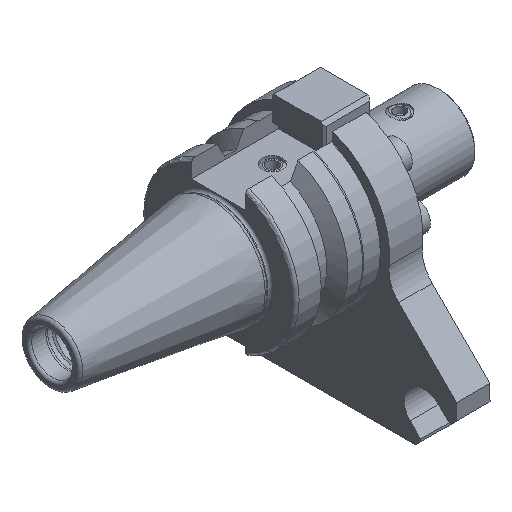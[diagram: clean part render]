
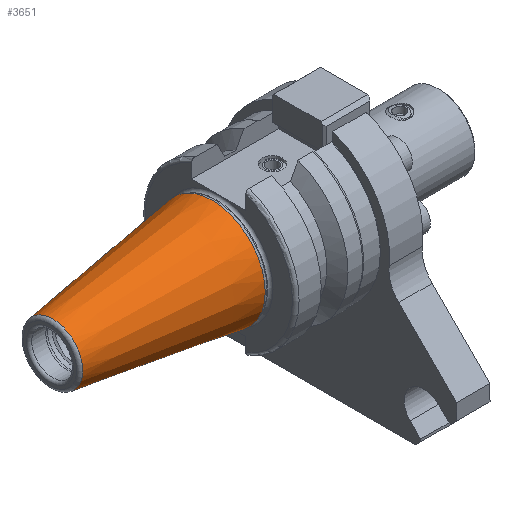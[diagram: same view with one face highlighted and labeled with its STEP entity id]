
A CAD part, isometric view. The second image highlights one B-rep face of the part: STEP entity #3651.
In plain terms, the highlighted conical face has half-angle 8.297 degrees and reference radius 12.408 mm.
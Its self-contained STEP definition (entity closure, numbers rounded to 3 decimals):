
#3617=CARTESIAN_POINT('',(-47.544,8.941,0.0));
#3618=VERTEX_POINT('',#3617);
#3619=CARTESIAN_POINT('',(-47.544,0.0,0.0));
#3620=DIRECTION('',(1.0,0.0,0.0));
#3621=DIRECTION('',(0.0,1.0,0.0));
#3622=AXIS2_PLACEMENT_3D('',#3619,#3620,#3621);
#3623=CIRCLE('',#3622,8.941);
#3624=EDGE_CURVE('',#3618,#3618,#3623,.T.);
#3632=CARTESIAN_POINT('',(-23.772,0.0,0.0));
#3633=DIRECTION('',(1.0,0.0,0.0));
#3634=DIRECTION('',(0.0,1.0,0.0));
#3635=AXIS2_PLACEMENT_3D('',#3632,#3633,#3634);
#3636=CONICAL_SURFACE('',#3635,12.408,8.297);
#3637=CARTESIAN_POINT('',(0.0,15.875,0.0));
#3638=VERTEX_POINT('',#3637);
#3639=CARTESIAN_POINT('',(0.0,0.0,0.0));
#3640=DIRECTION('',(1.0,0.0,0.0));
#3641=DIRECTION('',(0.0,1.0,0.0));
#3642=AXIS2_PLACEMENT_3D('',#3639,#3640,#3641);
#3643=CIRCLE('',#3642,15.875);
#3644=EDGE_CURVE('',#3638,#3638,#3643,.T.);
#3645=ORIENTED_EDGE('',*,*,#3644,.F.);
#3646=EDGE_LOOP('',(#3645));
#3647=FACE_OUTER_BOUND('',#3646,.T.);
#3648=ORIENTED_EDGE('',*,*,#3624,.T.);
#3649=EDGE_LOOP('',(#3648));
#3650=FACE_BOUND('',#3649,.T.);
#3651=ADVANCED_FACE('',(#3647,#3650),#3636,.T.);
